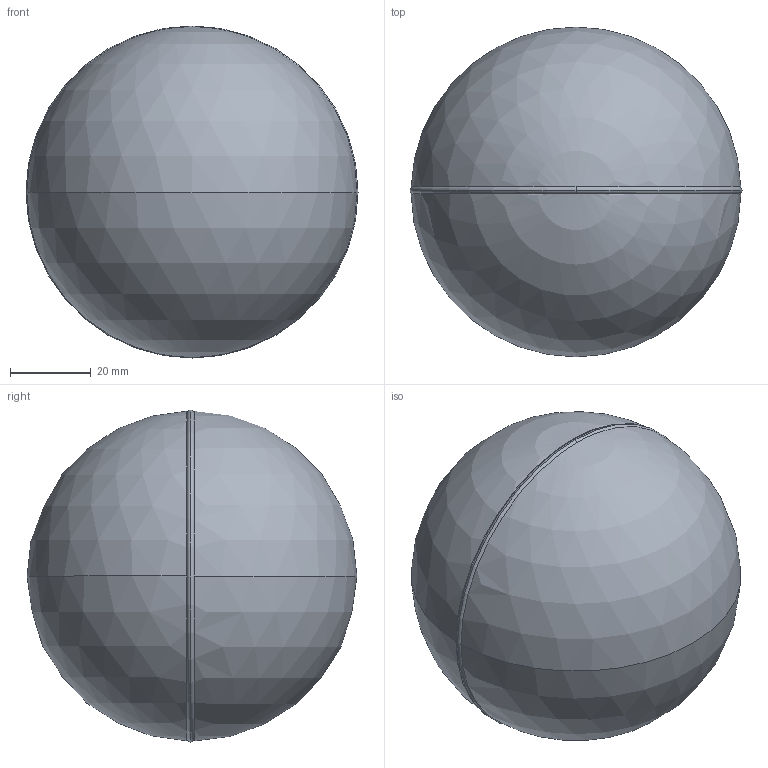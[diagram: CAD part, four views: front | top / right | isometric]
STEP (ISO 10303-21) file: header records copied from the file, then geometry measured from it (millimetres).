
FILE_DESCRIPTION (( 'STEP AP203' ), '1' );
FILE_NAME ('Ball2.STEP', '2014-08-05T13:42:29', ( '' ), ( '' ), 'SwSTEP 2.0', 'SolidWorks 2012', '' );
FILE_SCHEMA (( 'CONFIG_CONTROL_DESIGN' ));
Length unit declared in the file: millimetre
Products named in the file (4): Ball2; Part3; Part2; Part1
Assembly tree (3 placements, depth 2):
  Ball2
    Part1
    Part2
    Part3
Bounding box: 82.3 x 81.75 x 82.3 mm (x, y, z)
Volume: 45759 mm3; surface area: 46072.6 mm2
Topology: 3 solids, 3 shells, 31 faces, 68 edges, 45 vertices
Faces by surface type: cylinder 12, sphere 10, plane 5, torus 4
Entity records: 1308 total; most frequent: DIRECTION 198, CARTESIAN_POINT 150, ORIENTED_EDGE 136, AXIS2_PLACEMENT_3D 93, EDGE_CURVE 68, CIRCLE 56, VERTEX_POINT 45, PERSON_AND_ORGANIZATION 35
